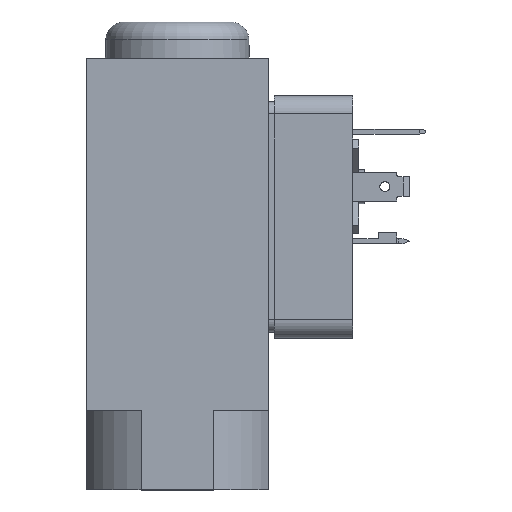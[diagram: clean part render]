
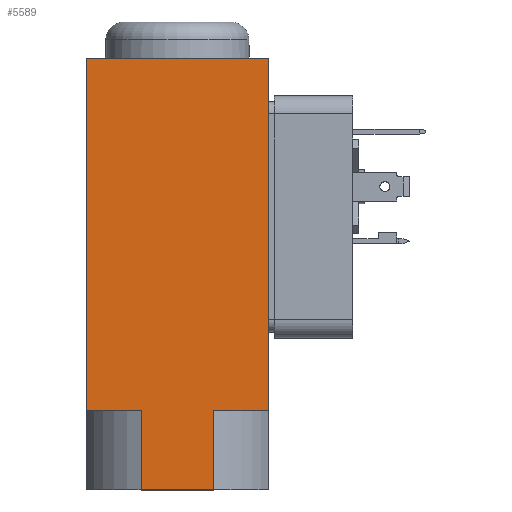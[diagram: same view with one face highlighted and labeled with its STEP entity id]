
A CAD part, top view. The second image highlights one B-rep face of the part: STEP entity #5589.
In plain terms, the highlighted planar face has unit normal (0, 0, 1).
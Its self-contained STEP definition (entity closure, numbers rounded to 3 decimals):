
#84=LINE('',#7277,#527);
#299=LINE('',#7781,#742);
#312=LINE('',#7817,#755);
#318=LINE('',#7832,#761);
#319=LINE('',#7834,#762);
#320=LINE('',#7836,#763);
#321=LINE('',#7838,#764);
#322=LINE('',#7839,#765);
#527=VECTOR('',#6129,1000.);
#742=VECTOR('',#6498,1000.);
#755=VECTOR('',#6523,1000.);
#761=VECTOR('',#6535,1000.);
#762=VECTOR('',#6538,1000.);
#763=VECTOR('',#6539,1000.);
#764=VECTOR('',#6540,1000.);
#765=VECTOR('',#6541,1000.);
#1301=ORIENTED_EDGE('',*,*,#2385,.F.);
#1302=ORIENTED_EDGE('',*,*,#2358,.T.);
#1303=ORIENTED_EDGE('',*,*,#2376,.T.);
#1304=ORIENTED_EDGE('',*,*,#2384,.T.);
#1305=ORIENTED_EDGE('',*,*,#2386,.F.);
#1306=ORIENTED_EDGE('',*,*,#2387,.T.);
#1307=ORIENTED_EDGE('',*,*,#2116,.T.);
#1308=ORIENTED_EDGE('',*,*,#2388,.T.);
#2116=EDGE_CURVE('',#2688,#2687,#84,.T.);
#2358=EDGE_CURVE('',#2884,#2885,#299,.T.);
#2376=EDGE_CURVE('',#2885,#2900,#312,.T.);
#2384=EDGE_CURVE('',#2900,#2906,#318,.T.);
#2385=EDGE_CURVE('',#2884,#2907,#319,.T.);
#2386=EDGE_CURVE('',#2908,#2906,#320,.T.);
#2387=EDGE_CURVE('',#2908,#2688,#321,.F.);
#2388=EDGE_CURVE('',#2687,#2907,#322,.T.);
#2687=VERTEX_POINT('',#7276);
#2688=VERTEX_POINT('',#7278);
#2884=VERTEX_POINT('',#7782);
#2885=VERTEX_POINT('',#7783);
#2900=VERTEX_POINT('',#7816);
#2906=VERTEX_POINT('',#7831);
#2907=VERTEX_POINT('',#7835);
#2908=VERTEX_POINT('',#7837);
#3271=EDGE_LOOP('',(#1301,#1302,#1303,#1304,#1305,#1306,#1307,#1308));
#3556=FACE_BOUND('',#3271,.T.);
#3822=PLANE('',#5855);
#5589=ADVANCED_FACE('',(#3556),#3822,.T.);
#5855=AXIS2_PLACEMENT_3D('',#7833,#6536,#6537);
#6129=DIRECTION('',(1.,0.,0.));
#6498=DIRECTION('',(0.,1.,0.));
#6523=DIRECTION('',(-1.,0.,0.));
#6535=DIRECTION('',(0.,-1.,0.));
#6536=DIRECTION('',(0.,0.,1.));
#6537=DIRECTION('',(1.,0.,0.));
#6538=DIRECTION('',(-1.,0.,0.));
#6539=DIRECTION('',(-1.,0.,0.));
#6540=DIRECTION('',(0.,1.,0.));
#6541=DIRECTION('',(0.,1.,0.));
#7276=CARTESIAN_POINT('',(21.,0.,15.));
#7277=CARTESIAN_POINT('',(0.,0.,15.));
#7278=CARTESIAN_POINT('',(9.,0.,15.));
#7781=CARTESIAN_POINT('',(30.,0.,15.));
#7782=CARTESIAN_POINT('',(30.,13.1,15.));
#7783=CARTESIAN_POINT('',(30.,71.2,15.));
#7816=CARTESIAN_POINT('',(0.,71.2,15.));
#7817=CARTESIAN_POINT('',(30.,71.2,15.));
#7831=CARTESIAN_POINT('',(0.,13.1,15.));
#7832=CARTESIAN_POINT('',(0.,71.2,15.));
#7833=CARTESIAN_POINT('',(0.,0.,15.));
#7834=CARTESIAN_POINT('',(0.,13.1,15.));
#7835=CARTESIAN_POINT('',(21.,13.1,15.));
#7836=CARTESIAN_POINT('',(0.,13.1,15.));
#7837=CARTESIAN_POINT('',(9.,13.1,15.));
#7838=CARTESIAN_POINT('',(9.,-1.9,15.));
#7839=CARTESIAN_POINT('',(21.,-1.9,15.));
